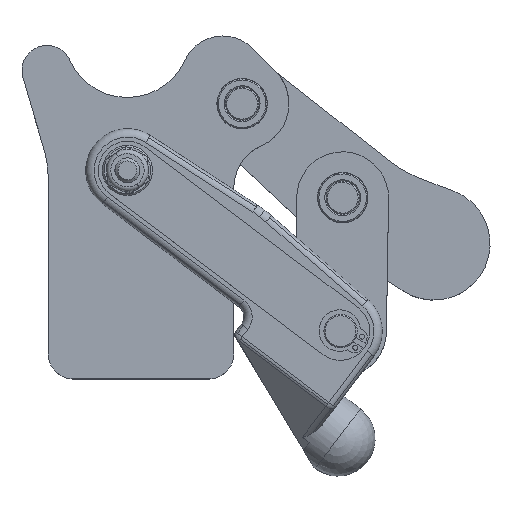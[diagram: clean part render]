
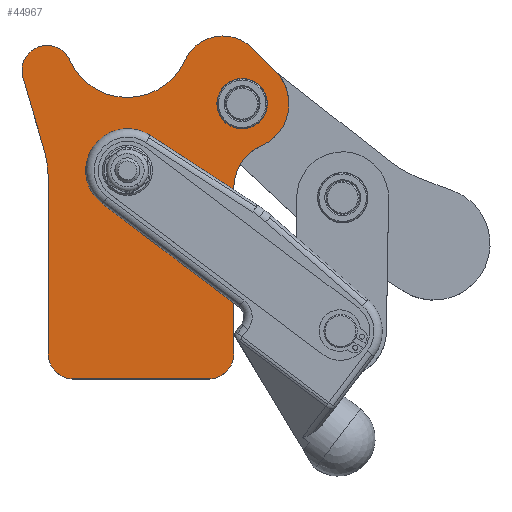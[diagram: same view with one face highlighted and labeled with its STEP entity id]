
A CAD part, top view. The second image highlights one B-rep face of the part: STEP entity #44967.
In plain terms, the highlighted planar face has unit normal (0, 0, 1).
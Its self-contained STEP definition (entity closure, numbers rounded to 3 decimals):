
#209=CARTESIAN_POINT('',(65.127,218.213,8.11));
#210=VERTEX_POINT('',#209);
#219=CARTESIAN_POINT('',(77.227,218.213,8.11));
#220=VERTEX_POINT('',#219);
#221=CARTESIAN_POINT('',(71.177,218.213,8.11));
#222=DIRECTION('',(0.0,0.0,-1.0));
#223=DIRECTION('',(-1.0,0.0,0.0));
#224=AXIS2_PLACEMENT_3D('',#221,#222,#223);
#225=CIRCLE('',#224,6.05);
#226=EDGE_CURVE('',#220,#210,#225,.T.);
#42052=CARTESIAN_POINT('',(67.322,198.774,8.11));
#42053=VERTEX_POINT('',#42052);
#42069=CARTESIAN_POINT('',(54.385,181.616,8.11));
#42070=VERTEX_POINT('',#42069);
#42078=CARTESIAN_POINT('',(67.322,198.774,8.11));
#42079=DIRECTION('',(-0.602,-0.798,0.));
#42080=VECTOR('',#42079,21.489);
#42081=LINE('',#42078,#42080);
#42082=EDGE_CURVE('',#42053,#42070,#42081,.T.);
#42590=CARTESIAN_POINT('',(69.177,162.948,8.11));
#42591=VERTEX_POINT('',#42590);
#43819=CARTESIAN_POINT('',(37.657,194.228,8.11));
#43820=VERTEX_POINT('',#43819);
#43827=CARTESIAN_POINT('',(54.385,181.616,8.11));
#43828=DIRECTION('',(-0.798,0.602,0.));
#43829=VECTOR('',#43828,20.95);
#43830=LINE('',#43827,#43829);
#43831=EDGE_CURVE('',#42070,#43820,#43830,.T.);
#44351=CARTESIAN_POINT('',(49.126,210.598,8.11));
#44352=VERTEX_POINT('',#44351);
#44359=CARTESIAN_POINT('',(43.677,202.213,8.11));
#44360=DIRECTION('',(0.,0.,-1.0));
#44361=DIRECTION('',(0.545,0.839,0.));
#44362=AXIS2_PLACEMENT_3D('',#44359,#44360,#44361);
#44363=CIRCLE('',#44362,10.);
#44364=EDGE_CURVE('',#43820,#44352,#44363,.T.);
#44384=CARTESIAN_POINT('',(49.126,210.598,8.11));
#44385=DIRECTION('',(0.839,-0.545,0.));
#44386=VECTOR('',#44385,21.7);
#44387=LINE('',#44384,#44386);
#44388=EDGE_CURVE('',#44352,#42053,#44387,.T.);
#44456=CARTESIAN_POINT('',(69.177,198.044,8.11));
#44457=VERTEX_POINT('',#44456);
#44464=CARTESIAN_POINT('',(69.177,198.044,8.11));
#44465=DIRECTION('',(0.0,-1.0,0.0));
#44466=VECTOR('',#44465,35.096);
#44467=LINE('',#44464,#44466);
#44468=EDGE_CURVE('',#44457,#42591,#44467,.T.);
#44481=CARTESIAN_POINT('',(71.177,218.213,8.11));
#44482=DIRECTION('',(0.0,0.0,-1.0));
#44483=DIRECTION('',(-1.0,0.0,0.0));
#44484=AXIS2_PLACEMENT_3D('',#44481,#44482,#44483);
#44485=CIRCLE('',#44484,6.05);
#44486=EDGE_CURVE('',#210,#220,#44485,.T.);
#44496=CARTESIAN_POINT('',(24.677,200.213,8.11));
#44497=VERTEX_POINT('',#44496);
#44498=CARTESIAN_POINT('',(23.941,206.324,8.11));
#44499=VERTEX_POINT('',#44498);
#44500=CARTESIAN_POINT('',(-1.057,200.213,8.11));
#44501=DIRECTION('',(0.0,0.0,1.0));
#44502=DIRECTION('',(-1.0,0.0,0.0));
#44503=AXIS2_PLACEMENT_3D('',#44500,#44501,#44502);
#44504=CIRCLE('',#44503,25.734);
#44505=EDGE_CURVE('',#44497,#44499,#44504,.T.);
#44538=CARTESIAN_POINT('',(18.63,224.533,8.11));
#44539=VERTEX_POINT('',#44538);
#44540=CARTESIAN_POINT('',(23.941,206.324,8.11));
#44541=DIRECTION('',(-0.28,0.96,0.));
#44542=VECTOR('',#44541,18.967);
#44543=LINE('',#44540,#44542);
#44544=EDGE_CURVE('',#44499,#44539,#44543,.T.);
#44569=CARTESIAN_POINT('',(29.867,228.664,8.11));
#44570=VERTEX_POINT('',#44569);
#44571=CARTESIAN_POINT('',(24.39,226.213,8.11));
#44572=DIRECTION('',(0.,0.,-1.0));
#44573=DIRECTION('',(0.913,0.408,0.));
#44574=AXIS2_PLACEMENT_3D('',#44571,#44572,#44573);
#44575=CIRCLE('',#44574,6.);
#44576=EDGE_CURVE('',#44539,#44570,#44575,.T.);
#44602=CARTESIAN_POINT('',(57.454,228.59,8.11));
#44603=VERTEX_POINT('',#44602);
#44604=CARTESIAN_POINT('',(43.677,234.843,8.11));
#44605=DIRECTION('',(0.,0.,1.0));
#44606=DIRECTION('',(0.913,0.408,0.));
#44607=AXIS2_PLACEMENT_3D('',#44604,#44605,#44606);
#44608=CIRCLE('',#44607,15.13);
#44609=EDGE_CURVE('',#44570,#44603,#44608,.T.);
#44635=CARTESIAN_POINT('',(73.631,231.528,8.11));
#44636=VERTEX_POINT('',#44635);
#44637=CARTESIAN_POINT('',(66.56,224.457,8.11));
#44638=DIRECTION('',(0.,0.,-1.));
#44639=DIRECTION('',(0.707,0.707,0.));
#44640=AXIS2_PLACEMENT_3D('',#44637,#44638,#44639);
#44641=CIRCLE('',#44640,10.0);
#44642=EDGE_CURVE('',#44603,#44636,#44641,.T.);
#44668=CARTESIAN_POINT('',(79.168,225.991,8.11));
#44669=VERTEX_POINT('',#44668);
#44670=CARTESIAN_POINT('',(73.631,231.528,8.11));
#44671=DIRECTION('',(0.707,-0.707,0.));
#44672=VECTOR('',#44671,7.83);
#44673=LINE('',#44670,#44672);
#44674=EDGE_CURVE('',#44636,#44669,#44673,.T.);
#44699=CARTESIAN_POINT('',(75.784,208.129,8.11));
#44700=VERTEX_POINT('',#44699);
#44701=CARTESIAN_POINT('',(71.39,218.213,8.11));
#44702=DIRECTION('',(0.,0.,-1.));
#44703=DIRECTION('',(0.399,-0.917,0.));
#44704=AXIS2_PLACEMENT_3D('',#44701,#44702,#44703);
#44705=CIRCLE('',#44704,11.);
#44706=EDGE_CURVE('',#44669,#44700,#44705,.T.);
#44731=CARTESIAN_POINT('',(80.177,198.044,8.11));
#44732=DIRECTION('',(0.,0.,1.0));
#44733=DIRECTION('',(0.399,-0.917,0.));
#44734=AXIS2_PLACEMENT_3D('',#44731,#44732,#44733);
#44735=CIRCLE('',#44734,11.0);
#44736=EDGE_CURVE('',#44700,#44457,#44735,.T.);
#44757=CARTESIAN_POINT('',(69.177,158.213,8.11));
#44758=VERTEX_POINT('',#44757);
#44759=CARTESIAN_POINT('',(69.177,162.948,8.11));
#44760=DIRECTION('',(0.0,-1.0,0.0));
#44761=VECTOR('',#44760,4.735);
#44762=LINE('',#44759,#44761);
#44763=EDGE_CURVE('',#42591,#44758,#44762,.T.);
#44787=CARTESIAN_POINT('',(63.177,152.213,8.11));
#44788=VERTEX_POINT('',#44787);
#44789=CARTESIAN_POINT('',(63.177,158.213,8.11));
#44790=DIRECTION('',(0.0,0.0,-1.0));
#44791=DIRECTION('',(0.0,-1.0,0.0));
#44792=AXIS2_PLACEMENT_3D('',#44789,#44790,#44791);
#44793=CIRCLE('',#44792,6.);
#44794=EDGE_CURVE('',#44758,#44788,#44793,.T.);
#44820=CARTESIAN_POINT('',(30.677,152.213,8.11));
#44821=VERTEX_POINT('',#44820);
#44822=CARTESIAN_POINT('',(63.177,152.213,8.11));
#44823=DIRECTION('',(-1.0,0.0,0.0));
#44824=VECTOR('',#44823,32.5);
#44825=LINE('',#44822,#44824);
#44826=EDGE_CURVE('',#44788,#44821,#44825,.T.);
#44851=CARTESIAN_POINT('',(24.677,158.213,8.11));
#44852=VERTEX_POINT('',#44851);
#44853=CARTESIAN_POINT('',(30.677,158.213,8.11));
#44854=DIRECTION('',(0.0,0.0,-1.0));
#44855=DIRECTION('',(-1.0,0.0,0.0));
#44856=AXIS2_PLACEMENT_3D('',#44853,#44854,#44855);
#44857=CIRCLE('',#44856,6.);
#44858=EDGE_CURVE('',#44821,#44852,#44857,.T.);
#44884=CARTESIAN_POINT('',(24.677,158.213,8.11));
#44885=DIRECTION('',(0.0,1.0,0.0));
#44886=VECTOR('',#44885,42.);
#44887=LINE('',#44884,#44886);
#44888=EDGE_CURVE('',#44852,#44497,#44887,.T.);
#44936=CARTESIAN_POINT('',(48.37,195.44,8.11));
#44937=DIRECTION('',(0.0,0.0,1.0));
#44938=DIRECTION('',(1.0,0.0,0.0));
#44939=AXIS2_PLACEMENT_3D('',#44936,#44937,#44938);
#44940=PLANE('',#44939);
#44941=ORIENTED_EDGE('',*,*,#44505,.F.);
#44942=ORIENTED_EDGE('',*,*,#44888,.F.);
#44943=ORIENTED_EDGE('',*,*,#44858,.F.);
#44944=ORIENTED_EDGE('',*,*,#44826,.F.);
#44945=ORIENTED_EDGE('',*,*,#44794,.F.);
#44946=ORIENTED_EDGE('',*,*,#44763,.F.);
#44947=ORIENTED_EDGE('',*,*,#44468,.F.);
#44948=ORIENTED_EDGE('',*,*,#44736,.F.);
#44949=ORIENTED_EDGE('',*,*,#44706,.F.);
#44950=ORIENTED_EDGE('',*,*,#44674,.F.);
#44951=ORIENTED_EDGE('',*,*,#44642,.F.);
#44952=ORIENTED_EDGE('',*,*,#44609,.F.);
#44953=ORIENTED_EDGE('',*,*,#44576,.F.);
#44954=ORIENTED_EDGE('',*,*,#44544,.F.);
#44955=EDGE_LOOP('',(#44941,#44942,#44943,#44944,#44945,#44946,#44947,#44948,#44949,#44950,#44951,#44952,#44953,#44954));
#44956=FACE_OUTER_BOUND('',#44955,.T.);
#44957=ORIENTED_EDGE('',*,*,#42082,.T.);
#44958=ORIENTED_EDGE('',*,*,#43831,.T.);
#44959=ORIENTED_EDGE('',*,*,#44364,.T.);
#44960=ORIENTED_EDGE('',*,*,#44388,.T.);
#44961=EDGE_LOOP('',(#44957,#44958,#44959,#44960));
#44962=FACE_BOUND('',#44961,.T.);
#44963=ORIENTED_EDGE('',*,*,#226,.T.);
#44964=ORIENTED_EDGE('',*,*,#44486,.T.);
#44965=EDGE_LOOP('',(#44963,#44964));
#44966=FACE_BOUND('',#44965,.T.);
#44967=ADVANCED_FACE('',(#44956,#44962,#44966),#44940,.T.);
